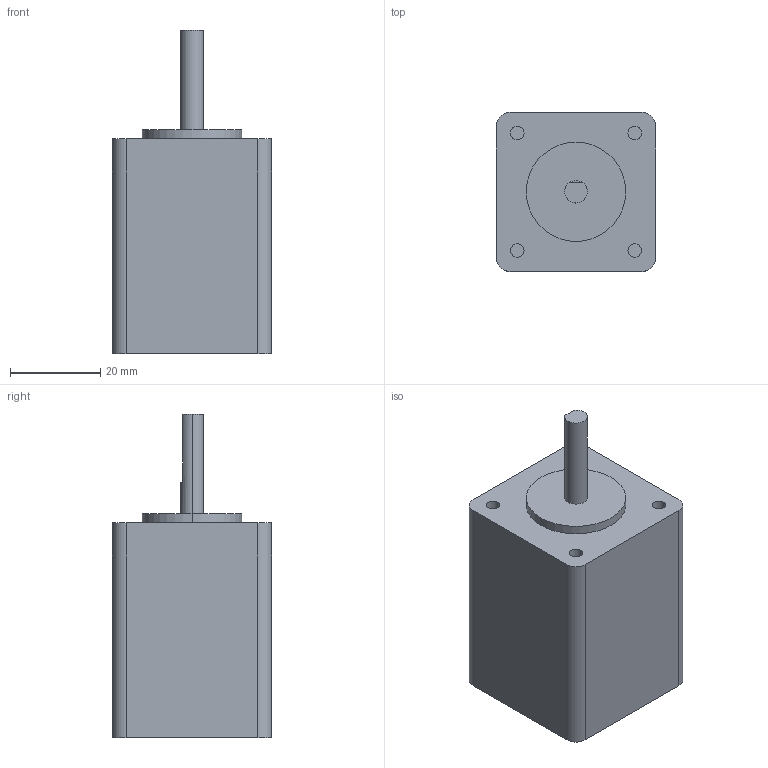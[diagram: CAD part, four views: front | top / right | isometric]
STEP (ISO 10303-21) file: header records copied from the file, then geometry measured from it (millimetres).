
FILE_DESCRIPTION(('HOOPS Exchange Step'),'2;1');
FILE_NAME('export-76A7099A-0186-4050-9294-570B910301B9.stp','2024-01-14T13:40:39+01:00',('Engineering'),('Alibre'),'HOOPS Exchange 2021.0','Alibre','Unknown authorisation');
FILE_SCHEMA( ('AP242_MANAGED_MODEL_BASED_3D_ENGINEERING_MIM_LF {1 0 10303 442 1 1 4 }') );
Length unit declared in the file: millimetre
Products named in the file (1): 6484 Stepper Motor NEMA14-0.4Nm 35CM04 (2-phase)
Bounding box: 35.2 x 35.2 x 71.5 mm (x, y, z)
Volume: 59537.1 mm3; surface area: 9556.2 mm2
Topology: 1 solids, 1 shells, 30 faces, 66 edges, 44 vertices
Faces by surface type: cylinder 16, plane 14
Entity records: 883 total; most frequent: DIRECTION 164, CARTESIAN_POINT 142, ORIENTED_EDGE 132, AXIS2_PLACEMENT_3D 66, EDGE_CURVE 66, VERTEX_POINT 44, EDGE_LOOP 36, FACE_BOUND 36
